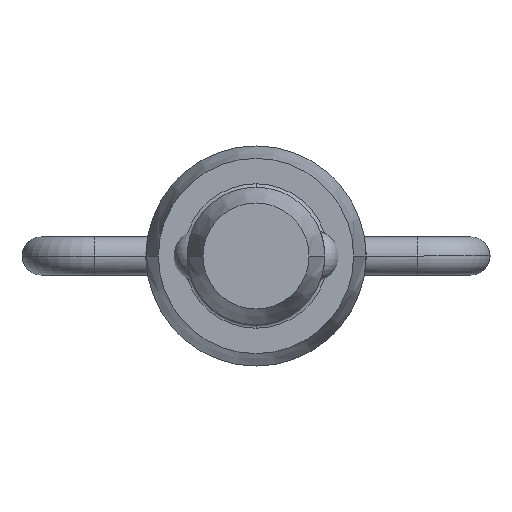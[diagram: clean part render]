
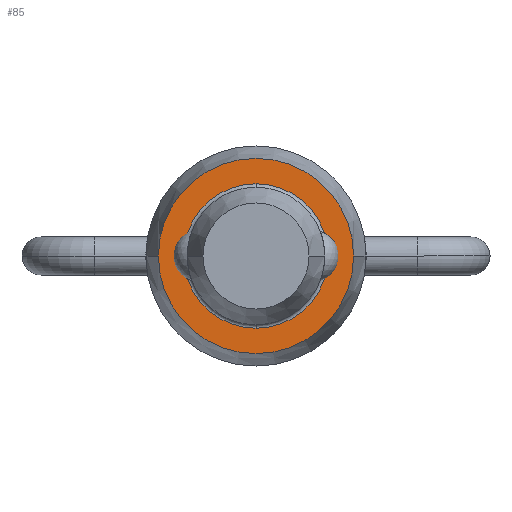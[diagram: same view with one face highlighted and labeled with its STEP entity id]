
A CAD part, front view. The second image highlights one B-rep face of the part: STEP entity #85.
In plain terms, the highlighted planar face has unit normal (0, -1, 0).
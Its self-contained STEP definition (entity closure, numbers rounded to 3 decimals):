
#85=ADVANCED_FACE('',(#194,#195),#196,.T.);
#194=FACE_OUTER_BOUND('',#327,.T.);
#195=FACE_BOUND('',#328,.T.);
#196=PLANE('',#329);
#327=EDGE_LOOP('',(#509,#510));
#328=EDGE_LOOP('',(#511,#512,#513));
#329=AXIS2_PLACEMENT_3D('',#514,#515,#516);
#509=ORIENTED_EDGE('',*,*,#840,.T.);
#510=ORIENTED_EDGE('',*,*,#810,.T.);
#511=ORIENTED_EDGE('',*,*,#825,.T.);
#512=ORIENTED_EDGE('',*,*,#841,.T.);
#513=ORIENTED_EDGE('',*,*,#826,.T.);
#514=CARTESIAN_POINT('',(-5.259,0.0,0.0));
#515=DIRECTION('',(0.,-1.0,0.0));
#516=DIRECTION('',(1.0,0.,0.0));
#810=EDGE_CURVE('',#966,#963,#967,.T.);
#825=EDGE_CURVE('',#993,#991,#994,.T.);
#826=EDGE_CURVE('',#995,#993,#996,.T.);
#840=EDGE_CURVE('',#963,#966,#1017,.T.);
#841=EDGE_CURVE('',#991,#995,#1018,.T.);
#963=VERTEX_POINT('',#1170);
#966=VERTEX_POINT('',#1174);
#967=CIRCLE('',#1175,5.632);
#991=VERTEX_POINT('',#1271);
#993=VERTEX_POINT('',#1273);
#994=CIRCLE('',#1274,4.169);
#995=VERTEX_POINT('',#1275);
#996=CIRCLE('',#1276,4.169);
#1017=CIRCLE('',#1316,5.632);
#1018=CIRCLE('',#1317,4.169);
#1170=CARTESIAN_POINT('',(-5.632,0.0,0.0));
#1174=CARTESIAN_POINT('',(5.632,0.,0.));
#1175=AXIS2_PLACEMENT_3D('',#1583,#1584,#1585);
#1271=CARTESIAN_POINT('',(0.,0.,4.169));
#1273=CARTESIAN_POINT('',(-4.169,0.0,0.0));
#1274=AXIS2_PLACEMENT_3D('',#1598,#1599,#1600);
#1275=CARTESIAN_POINT('',(0.,0.,-4.169));
#1276=AXIS2_PLACEMENT_3D('',#1601,#1602,#1603);
#1316=AXIS2_PLACEMENT_3D('',#1627,#1628,#1629);
#1317=AXIS2_PLACEMENT_3D('',#1630,#1631,#1632);
#1583=CARTESIAN_POINT('',(0.,0.0,0.));
#1584=DIRECTION('',(0.,-1.0,0.0));
#1585=DIRECTION('',(-1.0,0.,0.0));
#1598=CARTESIAN_POINT('',(0.,0.0,0.0));
#1599=DIRECTION('',(0.,1.0,0.0));
#1600=DIRECTION('',(-1.0,0.,0.0));
#1601=CARTESIAN_POINT('',(0.,0.0,0.0));
#1602=DIRECTION('',(0.,1.0,0.0));
#1603=DIRECTION('',(-1.0,0.,0.0));
#1627=CARTESIAN_POINT('',(0.,0.0,0.));
#1628=DIRECTION('',(0.,-1.0,0.0));
#1629=DIRECTION('',(-1.0,0.,0.0));
#1630=CARTESIAN_POINT('',(0.,0.0,0.0));
#1631=DIRECTION('',(0.,1.0,0.0));
#1632=DIRECTION('',(-1.0,0.,0.0));
